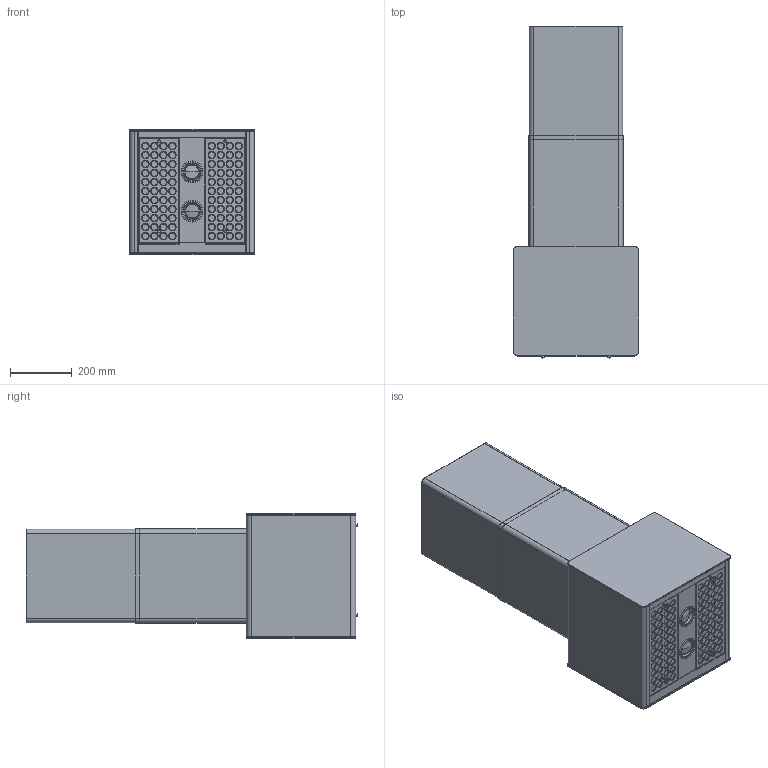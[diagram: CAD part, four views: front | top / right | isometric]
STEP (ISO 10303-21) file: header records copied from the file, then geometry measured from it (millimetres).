
FILE_DESCRIPTION((''),'2;1');
FILE_NAME('CIC700_ASSY_GENERIC_ASM','2012-03-26T',('bathalond'),('Venmar-Ventilation'),'PRO/ENGINEER BY PARAMETRIC TECHNOLOGY CORPORATION, 2010370','PRO/ENGINEER BY PARAMETRIC TECHNOLOGY CORPORATION, 2010370','');
FILE_SCHEMA(('CONFIG_CONTROL_DESIGN'));
Length unit declared in the file: inch
Products named in the file (11): CIC700_3D_SHELL-01; CIS700_3D_LIGHT-TRIM; CIS700_3D_LIGHT-BULB; CIS700_3D_LIGHT-KIT_ASM; CIC700_3D_GLASS-01; CIS700_3D_GLASS-PICTO; CIC700_3D_F-COVER-BOTTOM; CIC700_3D_F-COVER-TOP; CIC700_3D_FILTER; CIS700_3D_FILTER-KNOB; CIC700_ASSY_GENERIC_ASM
Assembly tree (16 placements, depth 3):
  CIC700_ASSY_GENERIC_ASM
    CIC700_3D_SHELL-01
    CIS700_3D_LIGHT-KIT_ASM  x2
      CIS700_3D_LIGHT-TRIM
      CIS700_3D_LIGHT-BULB
    CIC700_3D_GLASS-01  x2
    CIS700_3D_GLASS-PICTO
    CIC700_3D_F-COVER-BOTTOM
    CIC700_3D_F-COVER-TOP
    CIC700_3D_FILTER  x2
    CIS700_3D_FILTER-KNOB  x4
Bounding box: 406.4 x 1074.17 x 406.91 mm (x, y, z)
Volume: 55191074.7 mm3; surface area: 3590104.1 mm2
Topology: 38 solids, 38 shells, 1029 faces, 2235 edges, 1380 vertices
Faces by surface type: plane 438, cylinder 319, torus 212, cone 48, sphere 8, bspline 4
Entity records: 19529 total; most frequent: DIRECTION 3553, CARTESIAN_POINT 3398, ORIENTED_EDGE 3094, EDGE_CURVE 1547, AXIS2_PLACEMENT_3D 1306, VERTEX_POINT 975, VECTOR 941, LINE 941
